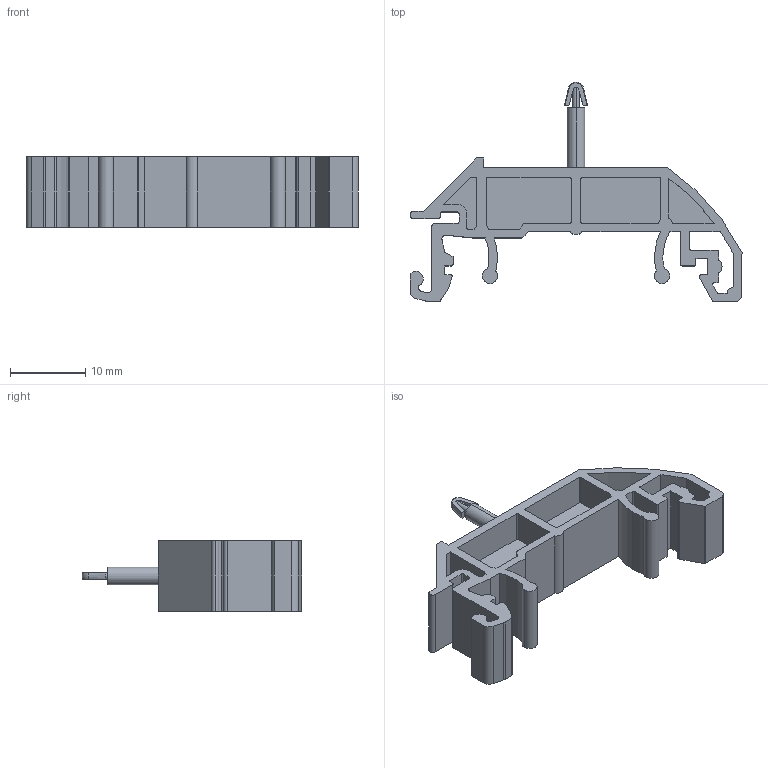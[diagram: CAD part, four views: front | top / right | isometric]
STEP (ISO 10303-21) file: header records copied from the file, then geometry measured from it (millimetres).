
FILE_DESCRIPTION (( 'STEP AP203' ), '1' );
FILE_NAME ('DISTANS SERISI -5,08 MM KB RAY DISTANS-60.460.STEP', '2018-11-06T14:38:25', ( 'user' ), ( '' ), 'SwSTEP 2.0', 'SolidWorks 2016', '' );
FILE_SCHEMA (( 'CONFIG_CONTROL_DESIGN' ));
Length unit declared in the file: millimetre
Products named in the file (1): DISTANS SERISI -5,08 MM KB RAY DISTANS-60.460
Bounding box: 44 x 29.09 x 9.3 mm (x, y, z)
Volume: 2158.9 mm3; surface area: 3711 mm2
Topology: 1 solids, 1 shells, 195 faces, 545 edges, 362 vertices
Faces by surface type: plane 104, cylinder 83, cone 6, torus 2
Entity records: 6444 total; most frequent: CARTESIAN_POINT 1193, DIRECTION 1099, ORIENTED_EDGE 1090, EDGE_CURVE 545, AXIS2_PLACEMENT_3D 374, VERTEX_POINT 362, LINE 351, VECTOR 351
